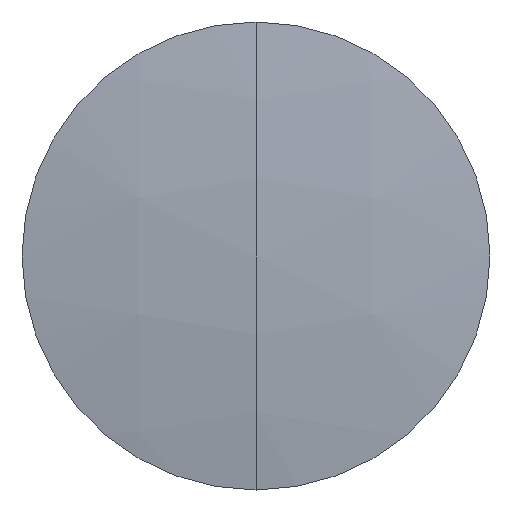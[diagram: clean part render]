
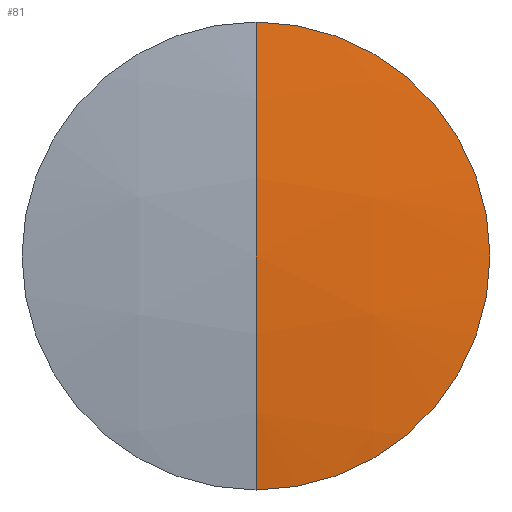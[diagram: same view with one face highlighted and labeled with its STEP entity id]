
A CAD part, left-side view. The second image highlights one B-rep face of the part: STEP entity #81.
In plain terms, the highlighted spherical face has radius 172.98 mm.
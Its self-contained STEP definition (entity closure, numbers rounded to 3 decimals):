
#1 = ORIENTED_EDGE ( 'NONE', *, *, #144, .T. ) ;
#8 = VERTEX_POINT ( 'NONE', #92 ) ;
#12 = DIRECTION ( 'NONE',  ( 0., -1., 0. ) ) ;
#15 = AXIS2_PLACEMENT_3D ( 'NONE', #54, #231, #284 ) ;
#17 = DIRECTION ( 'NONE',  ( 0., 0., 1. ) ) ;
#28 = CARTESIAN_POINT ( 'NONE',  ( 487.558, 0., 0. ) ) ;
#43 = AXIS2_PLACEMENT_3D ( 'NONE', #28, #12, #104 ) ;
#46 = CARTESIAN_POINT ( 'NONE',  ( 316.453, 0., 0. ) ) ;
#54 = CARTESIAN_POINT ( 'NONE',  ( 487.558, 0., 0. ) ) ;
#76 = CARTESIAN_POINT ( 'NONE',  ( 314.578, 0., 0. ) ) ;
#79 = CIRCLE ( 'NONE', #298, 25.4 ) ;
#81 = ADVANCED_FACE ( 'NONE', ( #326 ), #140, .T. ) ;
#89 = AXIS2_PLACEMENT_3D ( 'NONE', #226, #219, #238 ) ;
#92 = CARTESIAN_POINT ( 'NONE',  ( 316.453, 0., -25.4 ) ) ;
#104 = DIRECTION ( 'NONE',  ( 0., 0., -1. ) ) ;
#140 = SPHERICAL_SURFACE ( 'NONE', #15, 172.98 ) ;
#144 = EDGE_CURVE ( 'NONE', #8, #203, #79, .T. ) ;
#166 = CIRCLE ( 'NONE', #43, 172.98 ) ;
#203 = VERTEX_POINT ( 'NONE', #234 ) ;
#216 = ORIENTED_EDGE ( 'NONE', *, *, #270, .F. ) ;
#219 = DIRECTION ( 'NONE',  ( 0., 1., 0. ) ) ;
#226 = CARTESIAN_POINT ( 'NONE',  ( 487.558, 0., 0. ) ) ;
#231 = DIRECTION ( 'NONE',  ( 0., -1., 0. ) ) ;
#232 = DIRECTION ( 'NONE',  ( -1., 0., 0. ) ) ;
#234 = CARTESIAN_POINT ( 'NONE',  ( 316.453, 0., 25.4 ) ) ;
#238 = DIRECTION ( 'NONE',  ( 0., 0., 1. ) ) ;
#244 = EDGE_CURVE ( 'NONE', #203, #283, #166, .T. ) ;
#260 = ORIENTED_EDGE ( 'NONE', *, *, #244, .T. ) ;
#263 = EDGE_LOOP ( 'NONE', ( #1, #260, #216 ) ) ;
#270 = EDGE_CURVE ( 'NONE', #8, #283, #299, .T. ) ;
#283 = VERTEX_POINT ( 'NONE', #76 ) ;
#284 = DIRECTION ( 'NONE',  ( 0., 0., -1. ) ) ;
#298 = AXIS2_PLACEMENT_3D ( 'NONE', #46, #232, #17 ) ;
#299 = CIRCLE ( 'NONE', #89, 172.98 ) ;
#326 = FACE_OUTER_BOUND ( 'NONE', #263, .T. ) ;
